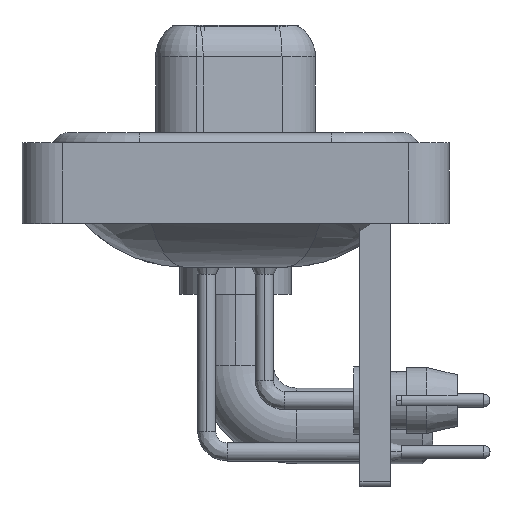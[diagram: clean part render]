
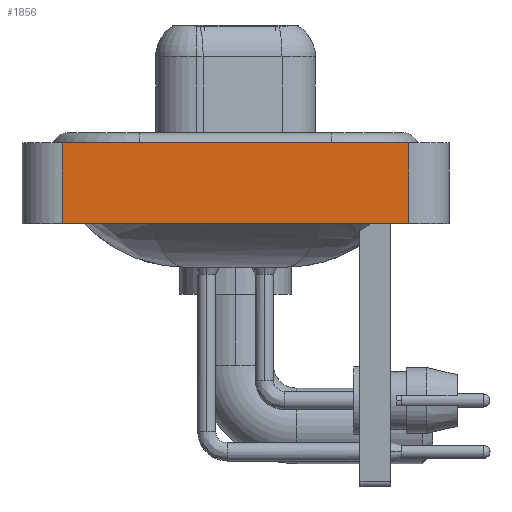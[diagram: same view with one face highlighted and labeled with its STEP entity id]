
A CAD part, left-side view. The second image highlights one B-rep face of the part: STEP entity #1856.
In plain terms, the highlighted planar face has unit normal (-1, 0, 0).
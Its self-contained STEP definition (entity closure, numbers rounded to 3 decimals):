
#267 = DIRECTION ( 'NONE',  ( 0., -1., 0. ) ) ;
#995 = ORIENTED_EDGE ( 'NONE', *, *, #9039, .F. ) ;
#1117 = DIRECTION ( 'NONE',  ( 0., -1., 0. ) ) ;
#1258 = LINE ( 'NONE', #9590, #9017 ) ;
#1856 = ADVANCED_FACE ( 'NONE', ( #9171 ), #5353, .T. ) ;
#3377 = ORIENTED_EDGE ( 'NONE', *, *, #26630, .T. ) ;
#4054 = DIRECTION ( 'NONE',  ( 0., 0., 1. ) ) ;
#4188 = CARTESIAN_POINT ( 'NONE',  ( -7.35, -8.55, -3.6 ) ) ;
#4390 = VECTOR ( 'NONE', #267, 1000. ) ;
#5353 = PLANE ( 'NONE',  #6782 ) ;
#6042 = CARTESIAN_POINT ( 'NONE',  ( -7.35, -8.55, 0.4 ) ) ;
#6372 = VERTEX_POINT ( 'NONE', #10516 ) ;
#6782 = AXIS2_PLACEMENT_3D ( 'NONE', #16163, #11933, #12073 ) ;
#7667 = DIRECTION ( 'NONE',  ( 0., 0., 1. ) ) ;
#8410 = EDGE_CURVE ( 'NONE', #6372, #15140, #20282, .T. ) ;
#9017 = VECTOR ( 'NONE', #1117, 1000. ) ;
#9039 = EDGE_CURVE ( 'NONE', #27627, #6372, #27582, .T. ) ;
#9171 = FACE_OUTER_BOUND ( 'NONE', #17419, .T. ) ;
#9441 = ORIENTED_EDGE ( 'NONE', *, *, #18962, .T. ) ;
#9486 = CARTESIAN_POINT ( 'NONE',  ( -7.35, -8.55, -3.6 ) ) ;
#9590 = CARTESIAN_POINT ( 'NONE',  ( -7.35, -8.55, -3.6 ) ) ;
#10516 = CARTESIAN_POINT ( 'NONE',  ( -7.35, 8.55, 0.4 ) ) ;
#11933 = DIRECTION ( 'NONE',  ( -1., 0., 0. ) ) ;
#12050 = CARTESIAN_POINT ( 'NONE',  ( -7.35, 8.55, -3.6 ) ) ;
#12073 = DIRECTION ( 'NONE',  ( 0., 0., 1. ) ) ;
#13495 = VECTOR ( 'NONE', #4054, 1000. ) ;
#15140 = VERTEX_POINT ( 'NONE', #6042 ) ;
#16163 = CARTESIAN_POINT ( 'NONE',  ( -7.35, -8.55, -3.6 ) ) ;
#17419 = EDGE_LOOP ( 'NONE', ( #9441, #28124, #995, #3377 ) ) ;
#18962 = EDGE_CURVE ( 'NONE', #23959, #15140, #21751, .T. ) ;
#20282 = LINE ( 'NONE', #22231, #4390 ) ;
#21751 = LINE ( 'NONE', #4188, #13495 ) ;
#22231 = CARTESIAN_POINT ( 'NONE',  ( -7.35, -8.55, 0.4 ) ) ;
#22973 = CARTESIAN_POINT ( 'NONE',  ( -7.35, 8.55, -3.6 ) ) ;
#23959 = VERTEX_POINT ( 'NONE', #9486 ) ;
#26630 = EDGE_CURVE ( 'NONE', #27627, #23959, #1258, .T. ) ;
#27582 = LINE ( 'NONE', #12050, #27808 ) ;
#27627 = VERTEX_POINT ( 'NONE', #22973 ) ;
#27808 = VECTOR ( 'NONE', #7667, 1000. ) ;
#28124 = ORIENTED_EDGE ( 'NONE', *, *, #8410, .F. ) ;
